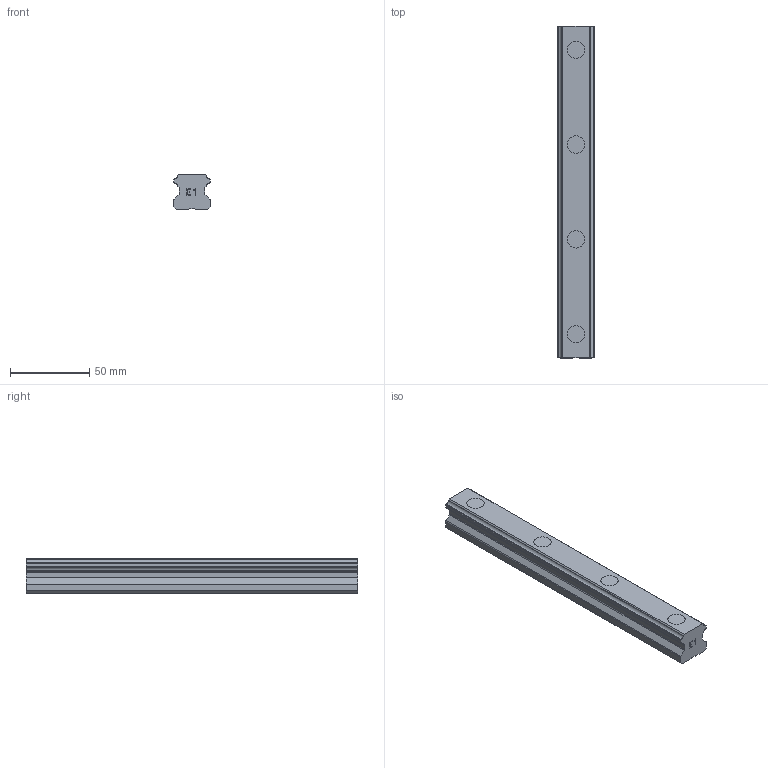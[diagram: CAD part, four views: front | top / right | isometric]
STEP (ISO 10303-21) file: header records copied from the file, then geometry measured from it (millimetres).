
FILE_DESCRIPTION(('STEP AP214'),'1');
FILE_NAME('cctmp_7B9D9A07-7B70-45C5-B26E-38950DB8D0C8_2020_5_28_15_22_8_363..stp','2020-05-28T13:22:08',('HIWIN GmbH'),('CADClick - www.CADClick.com'),'Spatial InterOp 3D',' ','unknown authorization');
FILE_SCHEMA(('AUTOMOTIVE_DESIGN'));
Length unit declared in the file: millimetre
Products named in the file (1): HGR25R210H_FILE
Bounding box: 23 x 210 x 22 mm (x, y, z)
Volume: 86675.9 mm3; surface area: 22720.2 mm2
Topology: 1 solids, 1 shells, 159 faces, 435 edges, 290 vertices
Faces by surface type: plane 113, cylinder 46
Entity records: 6349 total; most frequent: CARTESIAN_POINT 885, DIRECTION 879, ORIENTED_EDGE 870, EDGE_CURVE 435, LINE 311, VECTOR 311, VERTEX_POINT 290, AXIS2_PLACEMENT_3D 284
